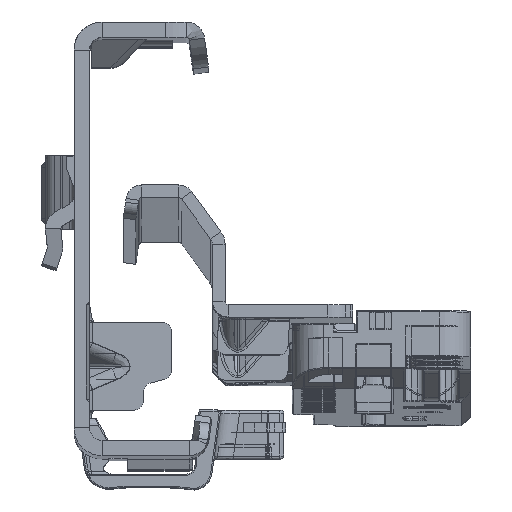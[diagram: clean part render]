
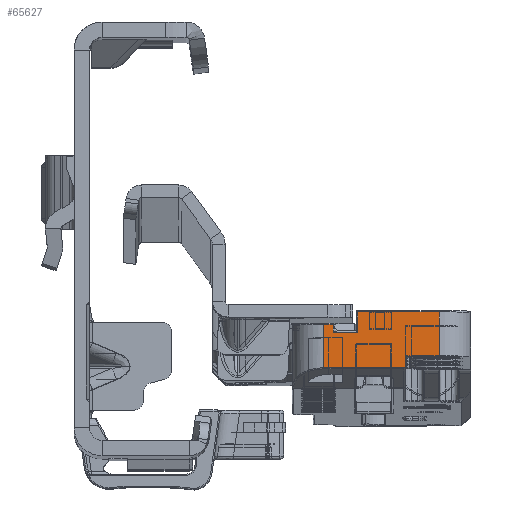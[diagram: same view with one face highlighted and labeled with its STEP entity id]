
A CAD part, top view. The second image highlights one B-rep face of the part: STEP entity #65627.
In plain terms, the highlighted face is planar.
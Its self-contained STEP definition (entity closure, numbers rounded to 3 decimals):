
#165 = LINE ( 'NONE', #98204, #97300 ) ;
#1034 = CARTESIAN_POINT ( 'NONE',  ( -8.3, -6.669, -284.5 ) ) ;
#1110 = VERTEX_POINT ( 'NONE', #50920 ) ;
#1742 = CARTESIAN_POINT ( 'NONE',  ( -13.7, -5., -284.5 ) ) ;
#2848 = DIRECTION ( 'NONE',  ( 0., -1., 0. ) ) ;
#4336 = ORIENTED_EDGE ( 'NONE', *, *, #69195, .T. ) ;
#6095 = EDGE_CURVE ( 'NONE', #87603, #94902, #92288, .T. ) ;
#9208 = EDGE_CURVE ( 'NONE', #37146, #24323, #31602, .T. ) ;
#12135 = CARTESIAN_POINT ( 'NONE',  ( -0.75, 2.1, -284.5 ) ) ;
#12377 = DIRECTION ( 'NONE',  ( 1., 0., 0. ) ) ;
#12649 = VERTEX_POINT ( 'NONE', #12135 ) ;
#14623 = LINE ( 'NONE', #82740, #57818 ) ;
#14685 = CARTESIAN_POINT ( 'NONE',  ( -8.273, -6.785, -284.5 ) ) ;
#16382 = CARTESIAN_POINT ( 'NONE',  ( -8.3, 0., -284.5 ) ) ;
#18600 = CARTESIAN_POINT ( 'NONE',  ( -8.3, -6.71, -284.5 ) ) ;
#21847 = ORIENTED_EDGE ( 'NONE', *, *, #38897, .T. ) ;
#22120 = PLANE ( 'NONE',  #71837 ) ;
#24323 = VERTEX_POINT ( 'NONE', #125842 ) ;
#24551 = AXIS2_PLACEMENT_3D ( 'NONE', #81602, #89416, #108914 ) ;
#27553 = VERTEX_POINT ( 'NONE', #67591 ) ;
#28047 = VERTEX_POINT ( 'NONE', #29787 ) ;
#29787 = CARTESIAN_POINT ( 'NONE',  ( 3.15, -1.15, -284.5 ) ) ;
#31602 = LINE ( 'NONE', #72427, #118371 ) ;
#34931 = CIRCLE ( 'NONE', #24551, 0.2 ) ;
#36507 = EDGE_CURVE ( 'NONE', #12649, #61683, #40508, .T. ) ;
#37146 = VERTEX_POINT ( 'NONE', #1742 ) ;
#37733 = LINE ( 'NONE', #16382, #100176 ) ;
#38697 = CARTESIAN_POINT ( 'NONE',  ( -8.273, -6.785, -284.5 ) ) ;
#38897 = EDGE_CURVE ( 'NONE', #61683, #28047, #165, .T. ) ;
#40508 = LINE ( 'NONE', #70368, #85097 ) ;
#41052 = CARTESIAN_POINT ( 'NONE',  ( 4.6, 0.1, -284.5 ) ) ;
#41243 = DIRECTION ( 'NONE',  ( 0., 1., 0. ) ) ;
#42221 = EDGE_CURVE ( 'NONE', #107869, #94575, #37733, .T. ) ;
#42967 = DIRECTION ( 'NONE',  ( 1., 0., 0. ) ) ;
#44448 = VECTOR ( 'NONE', #84800, 1000. ) ;
#44563 = LINE ( 'NONE', #65340, #44448 ) ;
#45035 = ORIENTED_EDGE ( 'NONE', *, *, #6095, .T. ) ;
#47012 = EDGE_CURVE ( 'NONE', #1110, #79009, #74209, .T. ) ;
#49058 = ORIENTED_EDGE ( 'NONE', *, *, #81638, .F. ) ;
#50100 = VECTOR ( 'NONE', #78178, 1000. ) ;
#50920 = CARTESIAN_POINT ( 'NONE',  ( 4.6, -6.785, -284.5 ) ) ;
#51342 = EDGE_CURVE ( 'NONE', #107869, #24323, #34931, .T. ) ;
#54617 = ORIENTED_EDGE ( 'NONE', *, *, #36507, .T. ) ;
#55526 = CARTESIAN_POINT ( 'NONE',  ( -0.7, 2.1, -284.5 ) ) ;
#56063 = EDGE_CURVE ( 'NONE', #28047, #87603, #119075, .T. ) ;
#57818 = VECTOR ( 'NONE', #41243, 1000. ) ;
#57829 = ORIENTED_EDGE ( 'NONE', *, *, #51342, .T. ) ;
#61154 = CARTESIAN_POINT ( 'NONE',  ( -8.3, -5.2, -284.5 ) ) ;
#61683 = VERTEX_POINT ( 'NONE', #110972 ) ;
#65287 = DIRECTION ( 'NONE',  ( 1., 0., 0. ) ) ;
#65340 = CARTESIAN_POINT ( 'NONE',  ( 4.6, -242.444, -284.5 ) ) ;
#65627 = ADVANCED_FACE ( 'NONE', ( #71421 ), #22120, .F. ) ;
#67591 = CARTESIAN_POINT ( 'NONE',  ( -13.7, 2.1, -284.5 ) ) ;
#69195 = EDGE_CURVE ( 'NONE', #37146, #27553, #14623, .T. ) ;
#70368 = CARTESIAN_POINT ( 'NONE',  ( -0.75, -0.9, -284.5 ) ) ;
#70484 = EDGE_LOOP ( 'NONE', ( #21847, #122341, #45035, #49058, #85934, #85163, #71457, #57829, #117710, #4336, #76093, #54617 ) ) ;
#71421 = FACE_OUTER_BOUND ( 'NONE', #70484, .T. ) ;
#71457 = ORIENTED_EDGE ( 'NONE', *, *, #42221, .F. ) ;
#71837 = AXIS2_PLACEMENT_3D ( 'NONE', #81784, #111017, #12377 ) ;
#72427 = CARTESIAN_POINT ( 'NONE',  ( -8.3, -5., -284.5 ) ) ;
#74209 = LINE ( 'NONE', #85243, #88262 ) ;
#75405 = DIRECTION ( 'NONE',  ( 0., -1., 0. ) ) ;
#76093 = ORIENTED_EDGE ( 'NONE', *, *, #121039, .T. ) ;
#76149 = VECTOR ( 'NONE', #65287, 1000. ) ;
#76794 = DIRECTION ( 'NONE',  ( 1., 0., 0. ) ) ;
#78178 = DIRECTION ( 'NONE',  ( 0., 1., 0. ) ) ;
#79009 = VERTEX_POINT ( 'NONE', #14685 ) ;
#81541 = LINE ( 'NONE', #55526, #76149 ) ;
#81602 = CARTESIAN_POINT ( 'NONE',  ( -8.5, -5.2, -284.5 ) ) ;
#81638 = EDGE_CURVE ( 'NONE', #1110, #94902, #44563, .T. ) ;
#81784 = CARTESIAN_POINT ( 'NONE',  ( 19.8, 2.6, -284.5 ) ) ;
#82740 = CARTESIAN_POINT ( 'NONE',  ( -13.7, 2., -284.5 ) ) ;
#84800 = DIRECTION ( 'NONE',  ( 0., 1., 0. ) ) ;
#85097 = VECTOR ( 'NONE', #2848, 1000. ) ;
#85163 = ORIENTED_EDGE ( 'NONE', *, *, #86415, .T. ) ;
#85243 = CARTESIAN_POINT ( 'NONE',  ( -8.3, -6.785, -284.5 ) ) ;
#85934 = ORIENTED_EDGE ( 'NONE', *, *, #47012, .T. ) ;
#86415 = EDGE_CURVE ( 'NONE', #79009, #94575, #98972, .T. ) ;
#87603 = VERTEX_POINT ( 'NONE', #106215 ) ;
#88262 = VECTOR ( 'NONE', #124192, 1000. ) ;
#89416 = DIRECTION ( 'NONE',  ( 0., 0., 1. ) ) ;
#89932 = CARTESIAN_POINT ( 'NONE',  ( -8.291, -6.749, -284.5 ) ) ;
#92288 = LINE ( 'NONE', #41052, #121912 ) ;
#94575 = VERTEX_POINT ( 'NONE', #107176 ) ;
#94902 = VERTEX_POINT ( 'NONE', #119802 ) ;
#97300 = VECTOR ( 'NONE', #76794, 1000. ) ;
#98204 = CARTESIAN_POINT ( 'NONE',  ( 19.8, -1.15, -284.5 ) ) ;
#98336 = CARTESIAN_POINT ( 'NONE',  ( 3.15, 0.1, -284.5 ) ) ;
#98972 =( BOUNDED_CURVE ( )  B_SPLINE_CURVE ( 3, ( #38697, #89932, #18600, #1034 ),
 .UNSPECIFIED., .F., .F. ) 
 B_SPLINE_CURVE_WITH_KNOTS ( ( 4, 4 ),
 ( 1.047, 1.571 ),
 .UNSPECIFIED. ) 
 CURVE ( )  GEOMETRIC_REPRESENTATION_ITEM ( )  RATIONAL_B_SPLINE_CURVE ( ( 1., 0.977, 0.977, 1. ) ) 
 REPRESENTATION_ITEM ( '' )  );
#100176 = VECTOR ( 'NONE', #75405, 1000. ) ;
#102947 = DIRECTION ( 'NONE',  ( 1., 0., 0. ) ) ;
#106215 = CARTESIAN_POINT ( 'NONE',  ( 3.15, 0.1, -284.5 ) ) ;
#107176 = CARTESIAN_POINT ( 'NONE',  ( -8.3, -6.669, -284.5 ) ) ;
#107869 = VERTEX_POINT ( 'NONE', #61154 ) ;
#108914 = DIRECTION ( 'NONE',  ( 1., 0., 0. ) ) ;
#110972 = CARTESIAN_POINT ( 'NONE',  ( -0.75, -1.15, -284.5 ) ) ;
#111017 = DIRECTION ( 'NONE',  ( 0., 0., 1. ) ) ;
#117710 = ORIENTED_EDGE ( 'NONE', *, *, #9208, .F. ) ;
#118371 = VECTOR ( 'NONE', #102947, 1000. ) ;
#119075 = LINE ( 'NONE', #98336, #50100 ) ;
#119802 = CARTESIAN_POINT ( 'NONE',  ( 4.6, 0.1, -284.5 ) ) ;
#121039 = EDGE_CURVE ( 'NONE', #27553, #12649, #81541, .T. ) ;
#121912 = VECTOR ( 'NONE', #42967, 1000. ) ;
#122341 = ORIENTED_EDGE ( 'NONE', *, *, #56063, .T. ) ;
#124192 = DIRECTION ( 'NONE',  ( -1., 0., 0. ) ) ;
#125842 = CARTESIAN_POINT ( 'NONE',  ( -8.5, -5., -284.5 ) ) ;
